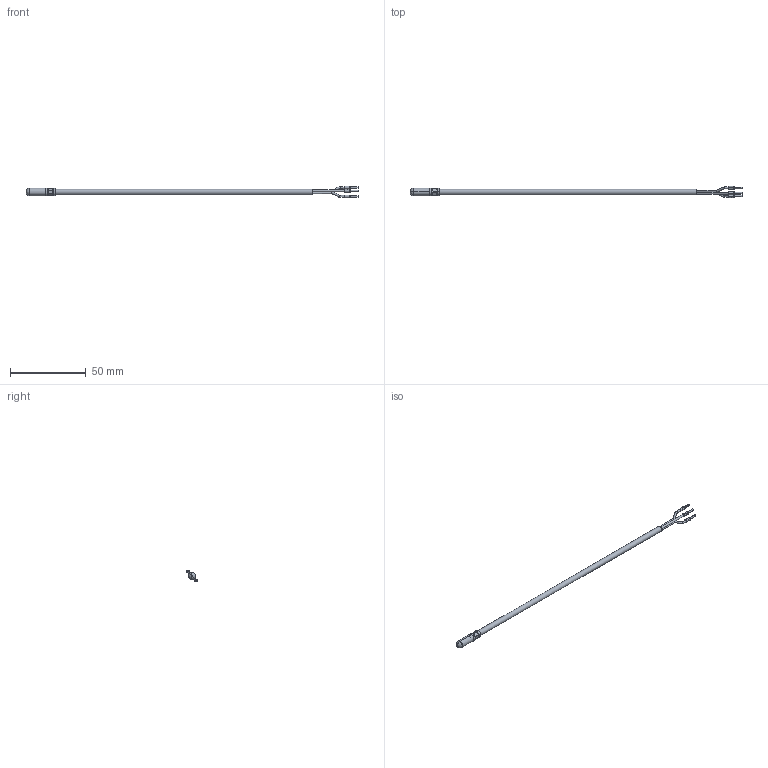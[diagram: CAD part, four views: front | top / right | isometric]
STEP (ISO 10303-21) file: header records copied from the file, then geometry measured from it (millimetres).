
FILE_DESCRIPTION (( 'STEP AP214' ), '1' );
FILE_NAME ('ﾄﾒﾑ314-50ﾌ.ﾂ3.800,2.STEP', '2020-03-05T13:52:47', ( '' ), ( '' ), 'SwSTEP 2.0', 'SolidWorks 2019', '' );
FILE_SCHEMA (( 'AUTOMOTIVE_DESIGN' ));
Length unit declared in the file: millimetre
Products named in the file (4): Óçåë èçìåðèòåëüíûé ÄÒÑ314; íàêîíå÷íèê êàáåëüíûé DN00206 red11; ﾄﾒﾑ314-50ﾌ.ﾂ3.800,2; (985)弝謹.715141.430.985
Assembly tree (5 placements, depth 2):
  ﾄﾒﾑ314-50ﾌ.ﾂ3.800,2
    (985)弝謹.715141.430.985
    Óçåë èçìåðèòåëüíûé ÄÒÑ314
    íàêîíå÷íèê êàáåëüíûé DN00206 red11  x3
Bounding box: 219.7 x 7.33 x 7.77 mm (x, y, z)
Volume: 2158 mm3; surface area: 3214.9 mm2
Topology: 5 solids, 5 shells, 122 faces, 267 edges, 164 vertices
Faces by surface type: cylinder 57, plane 31, torus 22, cone 8, bspline 4
Entity records: 3689 total; most frequent: CARTESIAN_POINT 1299, DIRECTION 453, ORIENTED_EDGE 422, EDGE_CURVE 211, AXIS2_PLACEMENT_3D 196, VERTEX_POINT 132, EDGE_LOOP 107, CIRCLE 98
